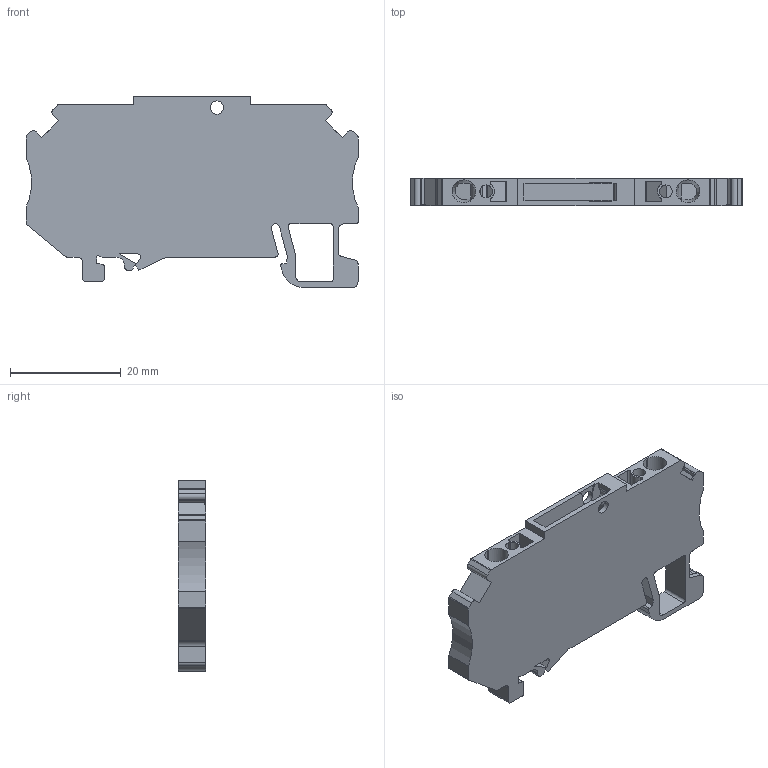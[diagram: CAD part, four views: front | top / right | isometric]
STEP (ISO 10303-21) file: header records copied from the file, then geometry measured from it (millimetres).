
FILE_DESCRIPTION(/* description */ ('Unknown'),/* implementation_level */ '2;1');
FILE_NAME(/* name */ '6DSDT2.5WOSLH',/* time_stamp */ '2016-10-13T16:28:08+06:00',/* author */ ('Unknown'),/* organization */ ('Unknown'),/* preprocessor_version */ 'ST-DEVELOPER v16',/* originating_system */ 'DEX',/* authorisation */ $);
FILE_SCHEMA (('AUTOMOTIVE_DESIGN {1 0 10303 214 3 1 1}'));
Length unit declared in the file: millimetre
Products named in the file (1): 6DSDT2.5WOSLH
Bounding box: 60 x 5 x 34.5 mm (x, y, z)
Volume: 7116.4 mm3; surface area: 5277.9 mm2
Topology: 1 solids, 2 shells, 220 faces, 621 edges, 417 vertices
Faces by surface type: plane 129, cylinder 65, torus 12, bspline 8, cone 6
Full cylindrical faces by diameter (mm): 2.3 x2, 2.4 x2
Entity records: 7380 total; most frequent: CARTESIAN_POINT 1757, ORIENTED_EDGE 1176, DIRECTION 1120, EDGE_CURVE 588, VERTEX_POINT 405, LINE 384, VECTOR 384, AXIS2_PLACEMENT_3D 368
